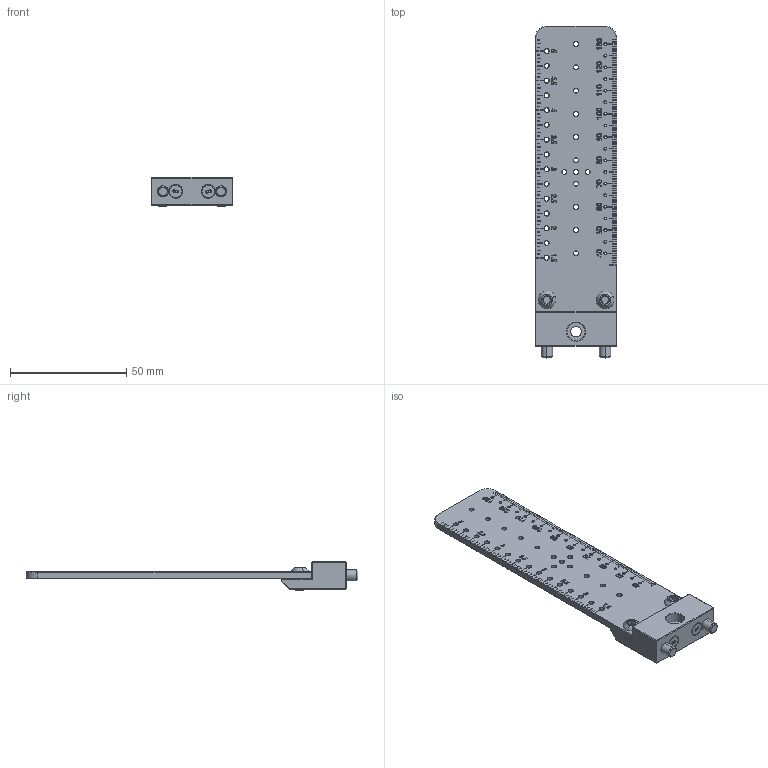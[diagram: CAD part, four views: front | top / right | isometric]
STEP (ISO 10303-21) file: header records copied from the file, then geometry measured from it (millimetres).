
FILE_DESCRIPTION (( 'STEP AP203' ), '1' );
FILE_NAME ('1.8.10.1_ZFM-D130_标准高度尺，量程38.1-130mm，带定位销，B.STEP', '2024-05-31T07:41:48', ( '' ), ( '' ), 'SwSTEP 2.0', 'SolidWorks 2021', '' );
FILE_SCHEMA (( 'CONFIG_CONTROL_DESIGN' ));
Products named in the file (5): 1.8.10.1.1_标准高度尺主体，量程38.1-130mm，带定位销，A; 1.8.10.1.2_标准高度尺底座，量程38.1-130mm，带定位销，A; 埴翐倛棠沺_40.1.13-CY-6*8; 蘑菇头内六角螺丝，12.9级_30.4.133-LMH4*6; 1.8.10.1_ZFM-D130_标准高度尺，量程38.1-130mm，带定位销，B
Assembly tree (6 placements, depth 2):
  1.8.10.1_ZFM-D130_标准高度尺，量程38.1-130mm，带定位销，B
    1.8.10.1.2_标准高度尺底座，量程38.1-130mm，带定位销，A
    1.8.10.1.1_标准高度尺主体，量程38.1-130mm，带定位销，A
    埴翐倛棠沺_40.1.13-CY-6*8  x2
    蘑菇头内六角螺丝，12.9级_30.4.133-LMH4*6  x2
Bounding box: 35 x 142.8 x 12.5 mm (x, y, z)
Volume: 20617.3 mm3; surface area: 14634.6 mm2
Topology: 6 solids, 6 shells, 2792 faces, 7839 edges, 5152 vertices
Faces by surface type: plane 1838, bspline 566, cone 252, cylinder 124, torus 8, sphere 4
Entity records: 118206 total; most frequent: CARTESIAN_POINT 50778, ORIENTED_EDGE 15346, DIRECTION 11295, EDGE_CURVE 7673, VECTOR 5777, LINE 5777, VERTEX_POINT 5044, EDGE_LOOP 2919
